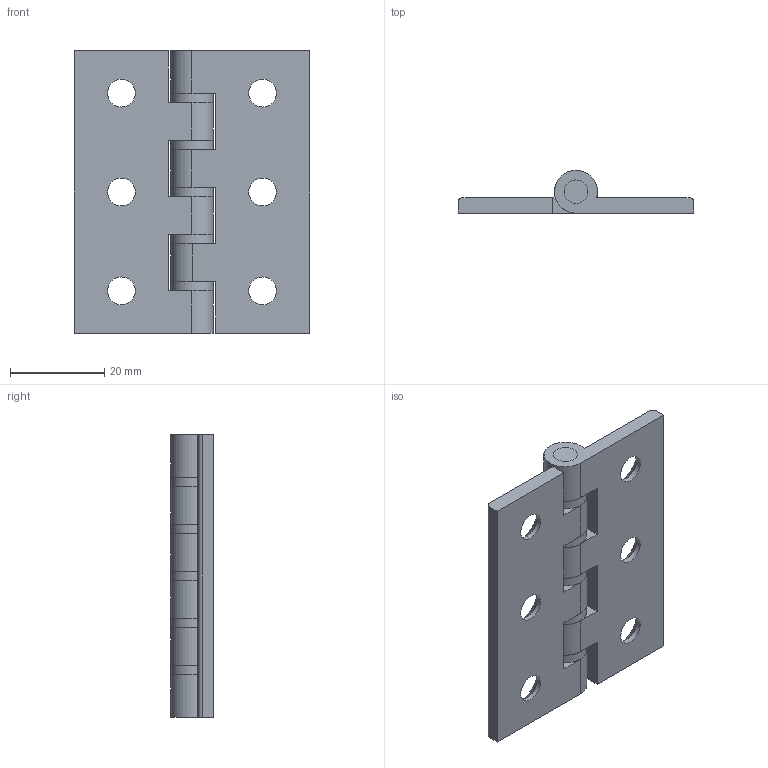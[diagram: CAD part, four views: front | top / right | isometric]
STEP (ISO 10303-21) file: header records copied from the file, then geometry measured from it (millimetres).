
FILE_DESCRIPTION(/* description */ (''),/* implementation_level */ '2;1');
FILE_NAME(/* name */ 'HA6050.stp',/* time_stamp */ '2023-12-04T18:19:13+09:00',/* author */ ('user'),/* organization */ (''),/* preprocessor_version */ 'ST-DEVELOPER v15.6',/* originating_system */ 'Autodesk Inventor 2015',/* authorisation */ '');
FILE_SCHEMA (('AUTOMOTIVE_DESIGN { 1 0 10303 214 3 1 1 }'));
Length unit declared in the file: millimetre
Products named in the file (5): HA6050_L; HA6050_H; HA6050_R; HA6050_W; HA6050
Bounding box: 50 x 9.1 x 60 mm (x, y, z)
Volume: 11188.8 mm3; surface area: 10249.8 mm2
Topology: 8 solids, 8 shells, 75 faces, 177 edges, 118 vertices
Faces by surface type: plane 38, cylinder 31, cone 6
Full cylindrical faces by diameter (mm): 5 x12, 5.9 x6, 9 x5
Entity records: 1872 total; most frequent: DIRECTION 322, CARTESIAN_POINT 294, ORIENTED_EDGE 252, EDGE_CURVE 126, AXIS2_PLACEMENT_3D 124, EDGE_LOOP 106, VERTEX_POINT 96, LINE 74
